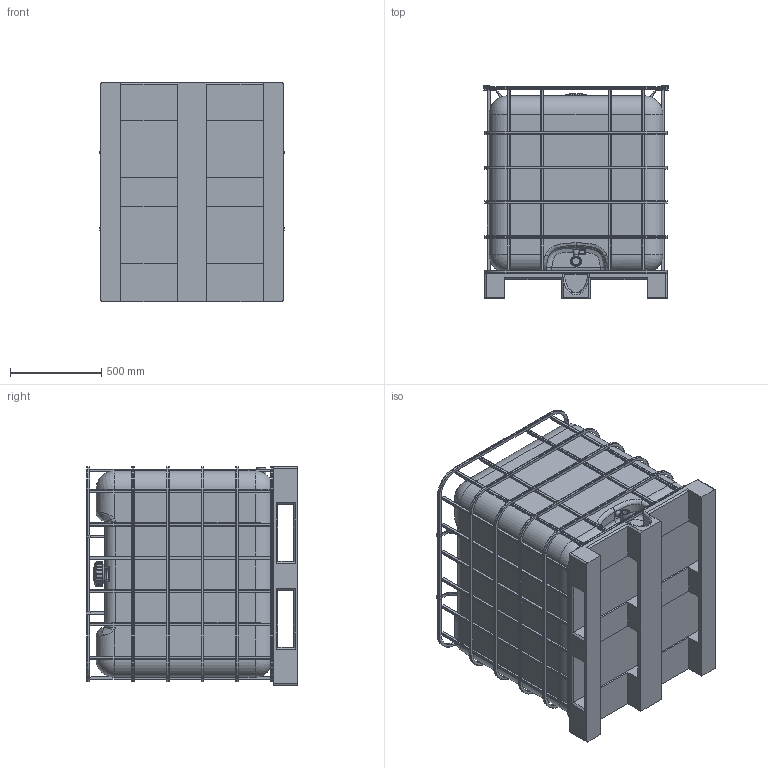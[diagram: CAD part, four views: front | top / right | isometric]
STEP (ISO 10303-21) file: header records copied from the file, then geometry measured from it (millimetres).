
FILE_DESCRIPTION(/* description */ (''),/* implementation_level */ '2;1');
FILE_NAME(/* name */ 'zbiornik_1000L.stp',/* time_stamp */ '2021-09-28T20:37:19+02:00',/* author */ ('Szymon'),/* organization */ (''),/* preprocessor_version */ 'ST-DEVELOPER v18',/* originating_system */ 'Autodesk Inventor 2020',/* authorisation */ '');
FILE_SCHEMA (('AUTOMOTIVE_DESIGN { 1 0 10303 214 3 1 1 }'));
Products named in the file (10): IBCTankAssembly; PALLET; Tank in cage; TankAssy; IBC tank body; tank lid; Tank nozzle; cagevertical; cagehoop; Cage Top
Assembly tree (34 placements, depth 4):
  IBCTankAssembly
    PALLET
    Tank in cage
      TankAssy
        IBC tank body
        tank lid
        Tank nozzle
      cagevertical  x20
      cagehoop  x6
      Cage Top  x2
Bounding box: 1010 x 1160 x 1200 mm (x, y, z)
Volume: 1058190774.9 mm3; surface area: 12534058.1 mm2
Topology: 32 solids, 32 shells, 905 faces, 2379 edges, 1543 vertices
Faces by surface type: plane 578, cylinder 246, bspline 60, torus 11, sphere 8, cone 2
Full cylindrical faces by diameter (mm): 22 x1, 40 x1, 50 x1, 60 x1, 72.045 x1, 106.757 x1, 118.392 x1, 130 x1, 270 x1
Entity records: 21533 total; most frequent: CARTESIAN_POINT 9028, ORIENTED_EDGE 2568, DIRECTION 2467, EDGE_CURVE 1284, AXIS2_PLACEMENT_3D 860, VERTEX_POINT 817, LINE 747, VECTOR 747
